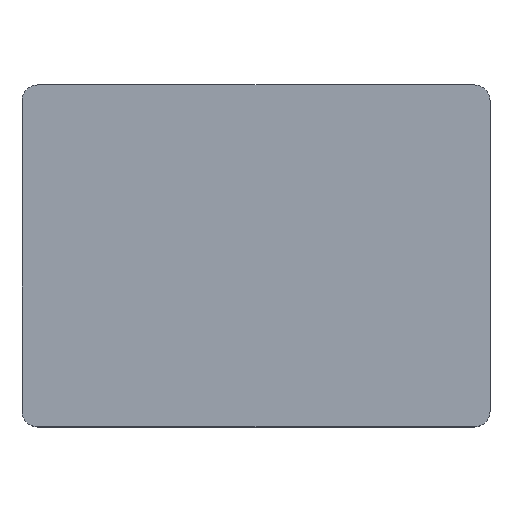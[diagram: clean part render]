
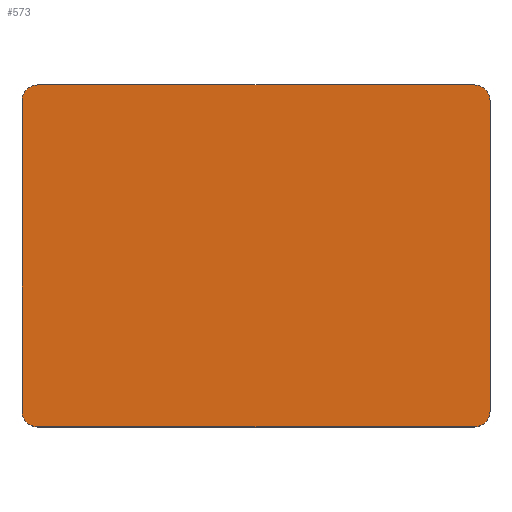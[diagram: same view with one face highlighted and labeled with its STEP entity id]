
A CAD part, top view. The second image highlights one B-rep face of the part: STEP entity #573.
In plain terms, the highlighted planar face has unit normal (0, 0, 1).
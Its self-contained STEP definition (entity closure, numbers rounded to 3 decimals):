
#18 = CARTESIAN_POINT ( 'NONE',  ( -29.7, 21.7, 0. ) ) ;
#48 = CARTESIAN_POINT ( 'NONE',  ( 27.7, 19.7, 0. ) ) ;
#63 = ORIENTED_EDGE ( 'NONE', *, *, #1255, .T. ) ;
#69 = CARTESIAN_POINT ( 'NONE',  ( 27.7, 21.7, 0. ) ) ;
#75 = VECTOR ( 'NONE', #89, 1000. ) ;
#78 = VERTEX_POINT ( 'NONE', #228 ) ;
#89 = DIRECTION ( 'NONE',  ( 0., -1., 0. ) ) ;
#94 = LINE ( 'NONE', #395, #1205 ) ;
#96 = AXIS2_PLACEMENT_3D ( 'NONE', #1310, #378, #270 ) ;
#121 = CARTESIAN_POINT ( 'NONE',  ( -27.7, -19.7, 0. ) ) ;
#133 = CARTESIAN_POINT ( 'NONE',  ( -29.7, -19.7, 0. ) ) ;
#138 = VECTOR ( 'NONE', #719, 1000. ) ;
#152 = EDGE_CURVE ( 'NONE', #184, #291, #176, .T. ) ;
#153 = EDGE_CURVE ( 'NONE', #852, #992, #1050, .T. ) ;
#169 = CARTESIAN_POINT ( 'NONE',  ( 29.7, -21.7, 0. ) ) ;
#176 = CIRCLE ( 'NONE', #718, 2. ) ;
#181 = ORIENTED_EDGE ( 'NONE', *, *, #583, .F. ) ;
#184 = VERTEX_POINT ( 'NONE', #133 ) ;
#188 = EDGE_CURVE ( 'NONE', #852, #1351, #1085, .T. ) ;
#228 = CARTESIAN_POINT ( 'NONE',  ( 27.7, -21.7, 0. ) ) ;
#262 = LINE ( 'NONE', #169, #651 ) ;
#270 = DIRECTION ( 'NONE',  ( -1., 0., 0. ) ) ;
#284 = CARTESIAN_POINT ( 'NONE',  ( 29.7, 19.7, 0. ) ) ;
#291 = VERTEX_POINT ( 'NONE', #861 ) ;
#297 = FACE_OUTER_BOUND ( 'NONE', #328, .T. ) ;
#314 = ORIENTED_EDGE ( 'NONE', *, *, #152, .T. ) ;
#322 = CARTESIAN_POINT ( 'NONE',  ( 29.7, 21.7, 0. ) ) ;
#328 = EDGE_LOOP ( 'NONE', ( #698, #63, #434, #552, #181, #314, #959, #347 ) ) ;
#346 = LINE ( 'NONE', #322, #75 ) ;
#347 = ORIENTED_EDGE ( 'NONE', *, *, #851, .T. ) ;
#358 = PLANE ( 'NONE',  #890 ) ;
#378 = DIRECTION ( 'NONE',  ( 0., 0., 1. ) ) ;
#395 = CARTESIAN_POINT ( 'NONE',  ( -29.7, -21.7, 0. ) ) ;
#396 = DIRECTION ( 'NONE',  ( -1., 0., 0. ) ) ;
#402 = DIRECTION ( 'NONE',  ( 0., 0., 1. ) ) ;
#426 = DIRECTION ( 'NONE',  ( -1., 0., 0. ) ) ;
#434 = ORIENTED_EDGE ( 'NONE', *, *, #153, .F. ) ;
#552 = ORIENTED_EDGE ( 'NONE', *, *, #188, .T. ) ;
#573 = ADVANCED_FACE ( 'NONE', ( #297 ), #358, .F. ) ;
#578 = AXIS2_PLACEMENT_3D ( 'NONE', #48, #402, #396 ) ;
#583 = EDGE_CURVE ( 'NONE', #184, #1351, #94, .T. ) ;
#591 = DIRECTION ( 'NONE',  ( -1., 0., 0. ) ) ;
#600 = DIRECTION ( 'NONE',  ( 0., 1., 0. ) ) ;
#651 = VECTOR ( 'NONE', #1428, 1000. ) ;
#668 = CARTESIAN_POINT ( 'NONE',  ( 27.7, -19.7, 0. ) ) ;
#685 = CARTESIAN_POINT ( 'NONE',  ( 29.7, -19.7, 0. ) ) ;
#698 = ORIENTED_EDGE ( 'NONE', *, *, #831, .F. ) ;
#709 = DIRECTION ( 'NONE',  ( 0., 0., 1. ) ) ;
#718 = AXIS2_PLACEMENT_3D ( 'NONE', #121, #709, #591 ) ;
#719 = DIRECTION ( 'NONE',  ( 1., 0., 0. ) ) ;
#831 = EDGE_CURVE ( 'NONE', #1254, #1105, #346, .T. ) ;
#850 = DIRECTION ( 'NONE',  ( 0., 0., -1. ) ) ;
#851 = EDGE_CURVE ( 'NONE', #78, #1105, #918, .T. ) ;
#852 = VERTEX_POINT ( 'NONE', #1468 ) ;
#861 = CARTESIAN_POINT ( 'NONE',  ( -27.7, -21.7, 0. ) ) ;
#890 = AXIS2_PLACEMENT_3D ( 'NONE', #1435, #850, #1183 ) ;
#918 = CIRCLE ( 'NONE', #1150, 2. ) ;
#959 = ORIENTED_EDGE ( 'NONE', *, *, #1230, .F. ) ;
#992 = VERTEX_POINT ( 'NONE', #69 ) ;
#1003 = DIRECTION ( 'NONE',  ( 0., 0., 1. ) ) ;
#1050 = LINE ( 'NONE', #18, #138 ) ;
#1085 = CIRCLE ( 'NONE', #96, 2. ) ;
#1105 = VERTEX_POINT ( 'NONE', #685 ) ;
#1114 = CIRCLE ( 'NONE', #578, 2. ) ;
#1150 = AXIS2_PLACEMENT_3D ( 'NONE', #668, #1003, #426 ) ;
#1183 = DIRECTION ( 'NONE',  ( -1., 0., 0. ) ) ;
#1205 = VECTOR ( 'NONE', #600, 1000. ) ;
#1230 = EDGE_CURVE ( 'NONE', #78, #291, #262, .T. ) ;
#1254 = VERTEX_POINT ( 'NONE', #284 ) ;
#1255 = EDGE_CURVE ( 'NONE', #1254, #992, #1114, .T. ) ;
#1310 = CARTESIAN_POINT ( 'NONE',  ( -27.7, 19.7, 0. ) ) ;
#1351 = VERTEX_POINT ( 'NONE', #1411 ) ;
#1411 = CARTESIAN_POINT ( 'NONE',  ( -29.7, 19.7, 0. ) ) ;
#1428 = DIRECTION ( 'NONE',  ( -1., 0., 0. ) ) ;
#1435 = CARTESIAN_POINT ( 'NONE',  ( 0., 0., 0. ) ) ;
#1468 = CARTESIAN_POINT ( 'NONE',  ( -27.7, 21.7, 0. ) ) ;
